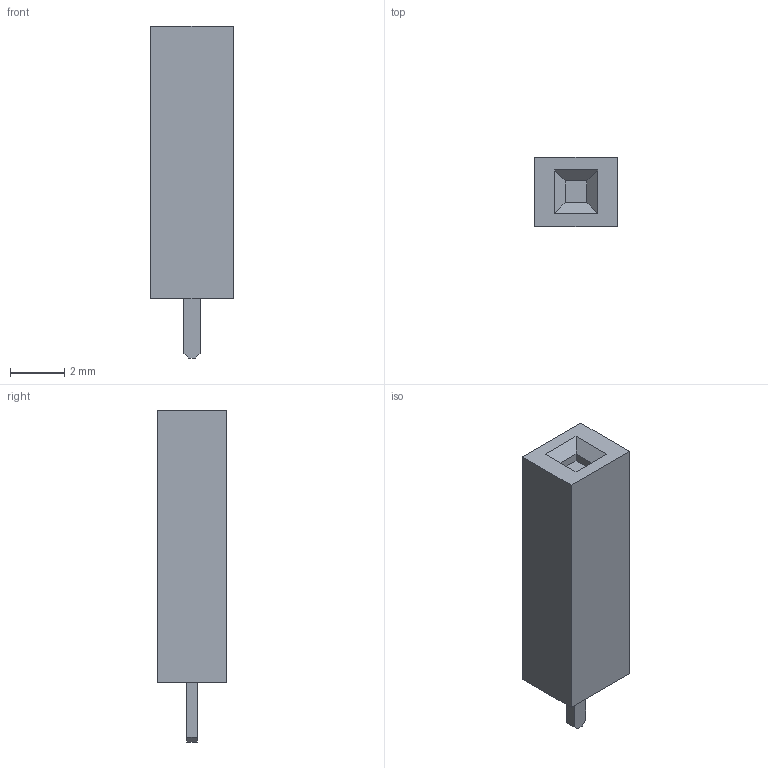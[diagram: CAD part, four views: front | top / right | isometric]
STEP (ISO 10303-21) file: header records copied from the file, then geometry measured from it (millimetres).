
FILE_DESCRIPTION (( 'STEP AP214' ), '1' );
FILE_NAME ('PBS-1.STEP', '2020-06-04T15:37:56', ( 'Elessar' ), ( '' ), 'SwSTEP 2.0', 'SolidWorks 2018', '' );
FILE_SCHEMA (( 'AUTOMOTIVE_DESIGN' ));
Length unit declared in the file: millimetre
Products named in the file (1): PBS-1
Bounding box: 3.04 x 2.54 x 12.2 mm (x, y, z)
Volume: 76.9 mm3; surface area: 133.1 mm2
Topology: 1 solids, 1 shells, 22 faces, 50 edges, 32 vertices
Faces by surface type: plane 22
Entity records: 713 total; most frequent: CARTESIAN_POINT 105, ORIENTED_EDGE 100, DIRECTION 96, VECTOR 50, LINE 50, EDGE_CURVE 50, VERTEX_POINT 32, EDGE_LOOP 24
